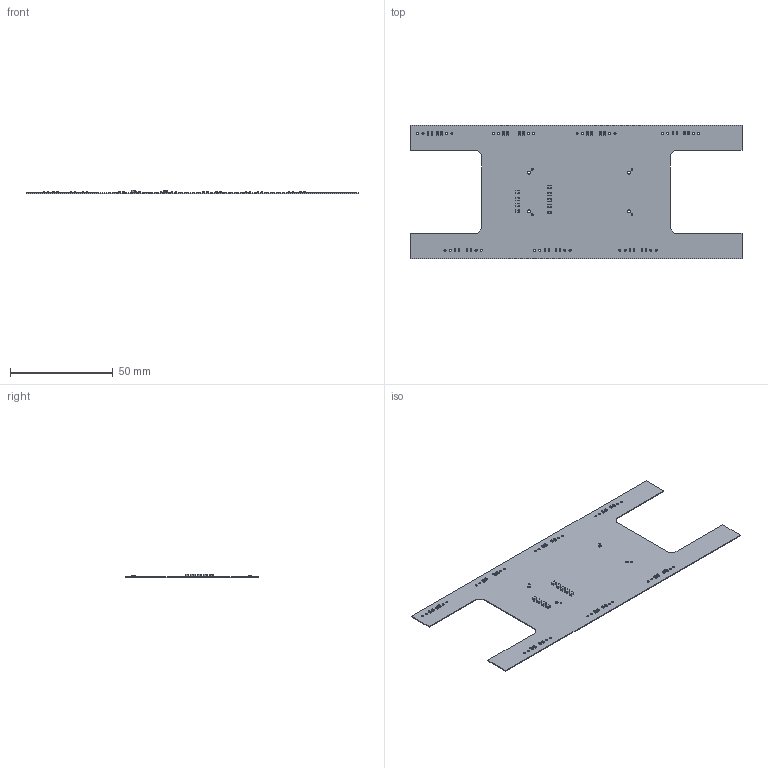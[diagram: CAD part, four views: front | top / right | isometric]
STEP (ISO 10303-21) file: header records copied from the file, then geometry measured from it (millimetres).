
FILE_DESCRIPTION(('Open CASCADE Model'),'2;1');
FILE_NAME('Open CASCADE Shape Model','2020-01-19T19:05:01',('Author'),( 'Open CASCADE'),'Open CASCADE STEP processor 6.8','Open CASCADE 6.8' ,'Unknown');
FILE_SCHEMA(('AUTOMOTIVE_DESIGN { 1 0 10303 214 1 1 1 1 }'));
Length unit declared in the file: millimetre
Products named in the file (42): PCB; Board; Open CASCADE STEP translator 6.8 3.1.1; F9; NTC_0805; Rp14; 0603_resistor; Rs14; Rs13; Rp13; Rs12; Rp12; Rs11; Rp11; Rs10; Rp10; Rp9; Rs9; Rp8; Rs8; Rp7; Rs7; Rs6; Rp6; Rs5; Rp5; Rs4; Rp4; Rs3; Rp3; Rs2; Rp2; Rp1; Rs1; F8; F7; F6; F5; F4; F3 ...
Assembly tree (76 placements, depth 3):
  PCB
    Board
      Open CASCADE STEP translator 6.8 3.1.1
    F9
      NTC_0805
    Rp14
      0603_resistor
    Rs14
      0603_resistor
    Rs13
      0603_resistor
    Rp13
      0603_resistor
    Rs12
      0603_resistor
    Rp12
      0603_resistor
    Rs11
      0603_resistor
    Rp11
      0603_resistor
    Rs10
      0603_resistor
    Rp10
      0603_resistor
    Rp9
      0603_resistor
    Rs9
      0603_resistor
    Rp8
      0603_resistor
    Rs8
      0603_resistor
    Rp7
      0603_resistor
    Rs7
      0603_resistor
    Rs6
      0603_resistor
    Rp6
      0603_resistor
    Rs5
      0603_resistor
    Rp5
      0603_resistor
    Rs4
      0603_resistor
    Rp4
      0603_resistor
    Rs3
      0603_resistor
    Rp3
      0603_resistor
    Rs2
      0603_resistor
    Rp2
      0603_resistor
    Rp1
      0603_resistor
    Rs1
Bounding box: 161.78 x 65 x 1.69 mm (x, y, z)
Volume: 3198.6 mm3; surface area: 15996.6 mm2
Topology: 66 solids, 66 shells, 1800 faces, 5848 edges, 4232 vertices
Faces by surface type: plane 1404, cylinder 252, bspline 144
Full cylindrical faces by diameter (mm): 0.838 x4, 1.02 x28, 1.45 x4
Entity records: 7032 total; most frequent: CARTESIAN_POINT 1362, DIRECTION 951, ORIENTED_EDGE 844, EDGE_CURVE 422, AXIS2_PLACEMENT_3D 334, VERTEX_POINT 284, LINE 283, VECTOR 283
